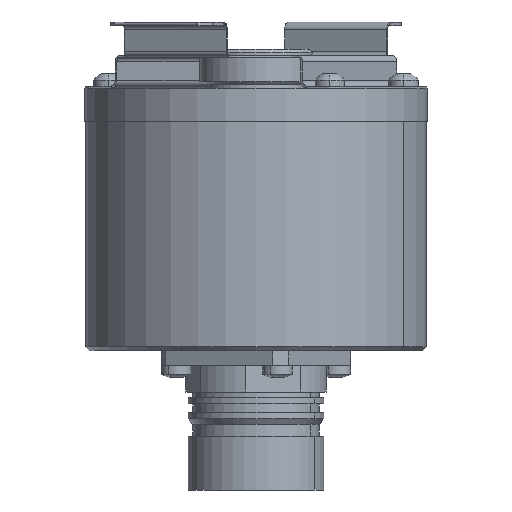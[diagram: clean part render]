
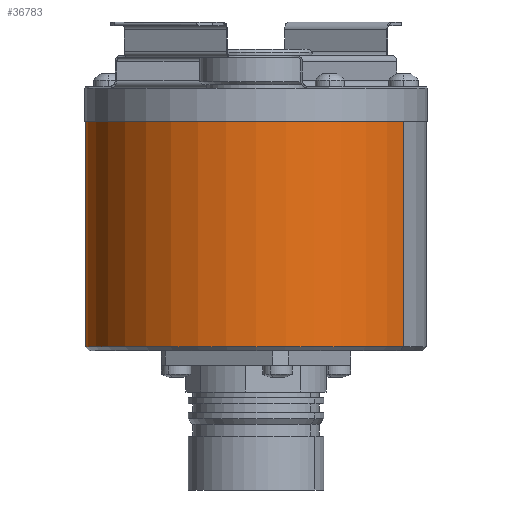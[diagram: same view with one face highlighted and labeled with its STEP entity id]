
A CAD part, front view. The second image highlights one B-rep face of the part: STEP entity #36783.
In plain terms, the highlighted cylindrical face has radius 28.9 mm (diameter 57.8 mm), a partial arc.
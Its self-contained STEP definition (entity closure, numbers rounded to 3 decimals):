
#11022=CARTESIAN_POINT('',(0.,0.,12.4));
#11023=DIRECTION('',(0.,0.,1.));
#11024=DIRECTION('',(-0.866,0.5,0.));
#11025=AXIS2_PLACEMENT_3D('',#11022,#11023,#11024);
#11031=DIRECTION('',(0.,0.,-1.));
#11032=VECTOR('',#11031,38.2);
#11033=CARTESIAN_POINT('',(25.028,-14.45,12.4));
#11034=LINE('',#11033,#11032);
#11035=DIRECTION('',(0.,0.,-1.));
#11036=VECTOR('',#11035,38.2);
#11037=CARTESIAN_POINT('',(-25.028,14.45,12.4));
#11038=LINE('',#11037,#11036);
#11048=CARTESIAN_POINT('',(0.,0.,-25.8));
#11049=DIRECTION('',(0.,0.,-1.));
#11050=DIRECTION('',(0.866,-0.5,0.));
#11051=AXIS2_PLACEMENT_3D('',#11048,#11049,#11050);
#23127=CARTESIAN_POINT('',(25.028,-14.45,-25.8));
#23128=CARTESIAN_POINT('',(-25.028,14.45,-25.8));
#23129=VERTEX_POINT('',#23127);
#23130=VERTEX_POINT('',#23128);
#23223=CARTESIAN_POINT('',(25.028,-14.45,12.4));
#23224=CARTESIAN_POINT('',(-25.028,14.45,12.4));
#23225=VERTEX_POINT('',#23223);
#23226=VERTEX_POINT('',#23224);
#36771=CARTESIAN_POINT('',(0.,0.,-28.445));
#36772=DIRECTION('',(0.,0.,1.));
#36773=DIRECTION('',(-0.866,0.5,0.));
#36774=AXIS2_PLACEMENT_3D('',#36771,#36772,#36773);
#36775=CYLINDRICAL_SURFACE('',#36774,28.9);
#36776=ORIENTED_EDGE('',*,*,#36739,.T.);
#36777=ORIENTED_EDGE('',*,*,#36766,.T.);
#36779=ORIENTED_EDGE('',*,*,#36778,.T.);
#36780=ORIENTED_EDGE('',*,*,#36762,.F.);
#36781=EDGE_LOOP('',(#36776,#36777,#36779,#36780));
#36782=FACE_OUTER_BOUND('',#36781,.F.);
#11026=CIRCLE('',#11025,28.9);
#11052=CIRCLE('',#11051,28.9);
#36739=EDGE_CURVE('',#23226,#23225,#11026,.T.);
#36762=EDGE_CURVE('',#23226,#23130,#11038,.T.);
#36766=EDGE_CURVE('',#23225,#23129,#11034,.T.);
#36778=EDGE_CURVE('',#23129,#23130,#11052,.T.);
#36783=ADVANCED_FACE('',(#36782),#36775,.T.);
